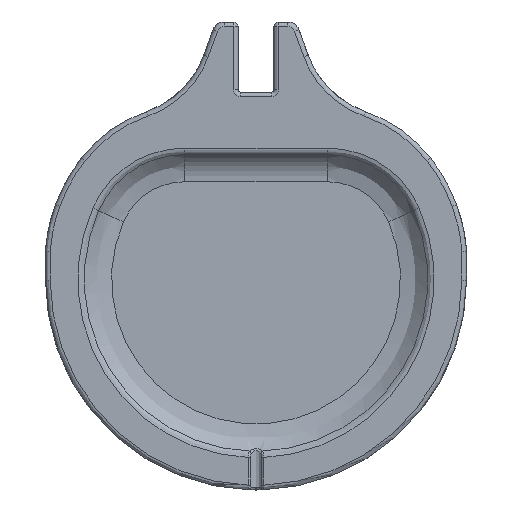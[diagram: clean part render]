
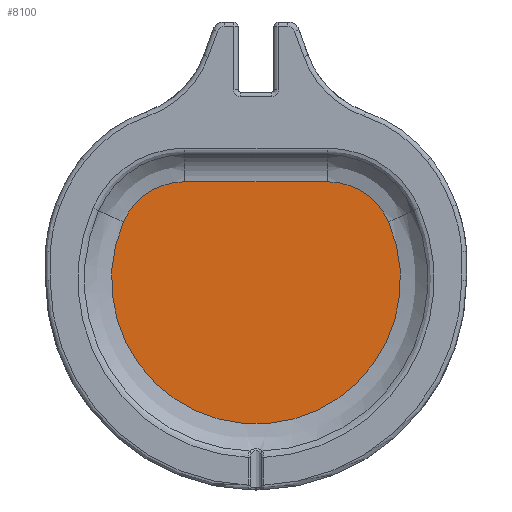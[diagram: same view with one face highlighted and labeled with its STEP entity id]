
A CAD part, left-side view. The second image highlights one B-rep face of the part: STEP entity #8100.
In plain terms, the highlighted planar face has unit normal (-1, 0, 0).
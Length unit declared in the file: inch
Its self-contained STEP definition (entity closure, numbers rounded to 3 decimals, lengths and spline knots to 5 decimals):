
#174=PLANE('',#9031);
#515=LINE('',#22459,#853);
#853=VECTOR('',#11202,1.33279);
#1606=FACE_OUTER_BOUND('',#2118,.T.);
#2118=EDGE_LOOP('',(#7421,#7422,#7423,#7424));
#2954=CIRCLE('',#9019,6.17612);
#2955=CIRCLE('',#9022,2.84414);
#2958=CIRCLE('',#9030,2.84414);
#3692=VERTEX_POINT('',#22091);
#3693=VERTEX_POINT('',#22093);
#3694=VERTEX_POINT('',#22177);
#3698=VERTEX_POINT('',#22457);
#4922=EDGE_CURVE('',#3692,#3693,#2954,.T.);
#4925=EDGE_CURVE('',#3694,#3692,#2955,.T.);
#4938=EDGE_CURVE('',#3694,#3698,#515,.T.);
#4939=EDGE_CURVE('',#3698,#3693,#2958,.T.);
#7421=ORIENTED_EDGE('',*,*,#4922,.F.);
#7422=ORIENTED_EDGE('',*,*,#4925,.F.);
#7423=ORIENTED_EDGE('',*,*,#4938,.T.);
#7424=ORIENTED_EDGE('',*,*,#4939,.T.);
#8100=ADVANCED_FACE('',(#1606),#174,.T.);
#9019=AXIS2_PLACEMENT_3D('',#22094,#11178,#11179);
#9022=AXIS2_PLACEMENT_3D('',#22179,#11184,#11185);
#9030=AXIS2_PLACEMENT_3D('',#22541,#11203,#11204);
#9031=AXIS2_PLACEMENT_3D('',#22567,#11206,#11207);
#11178=DIRECTION('center_axis',(1.,0.,0.));
#11179=DIRECTION('ref_axis',(0.,-0.917,-0.4));
#11184=DIRECTION('center_axis',(1.,0.,0.));
#11185=DIRECTION('ref_axis',(0.,0.,-1.));
#11202=DIRECTION('',(0.,1.,0.));
#11203=DIRECTION('center_axis',(-1.,0.,0.));
#11204=DIRECTION('ref_axis',(0.,0.,-1.));
#11206=DIRECTION('center_axis',(-1.,0.,0.));
#11207=DIRECTION('ref_axis',(0.,0.,1.));
#22091=CARTESIAN_POINT('',(7.30003,62.30126,1.66423));
#22093=CARTESIAN_POINT('',(7.30003,73.62226,1.66423));
#22094=CARTESIAN_POINT('Origin',(7.30003,67.96176,-0.80622));
#22177=CARTESIAN_POINT('',(7.30003,64.90795,3.37071));
#22179=CARTESIAN_POINT('Origin',(7.30003,64.90795,0.52657));
#22457=CARTESIAN_POINT('',(7.30003,71.01557,3.37071));
#22459=CARTESIAN_POINT('',(7.30003,66.43486,3.37071));
#22541=CARTESIAN_POINT('Origin',(7.30003,71.01557,0.52657));
#22567=CARTESIAN_POINT('Origin',(7.30003,67.96176,-1.80581));
